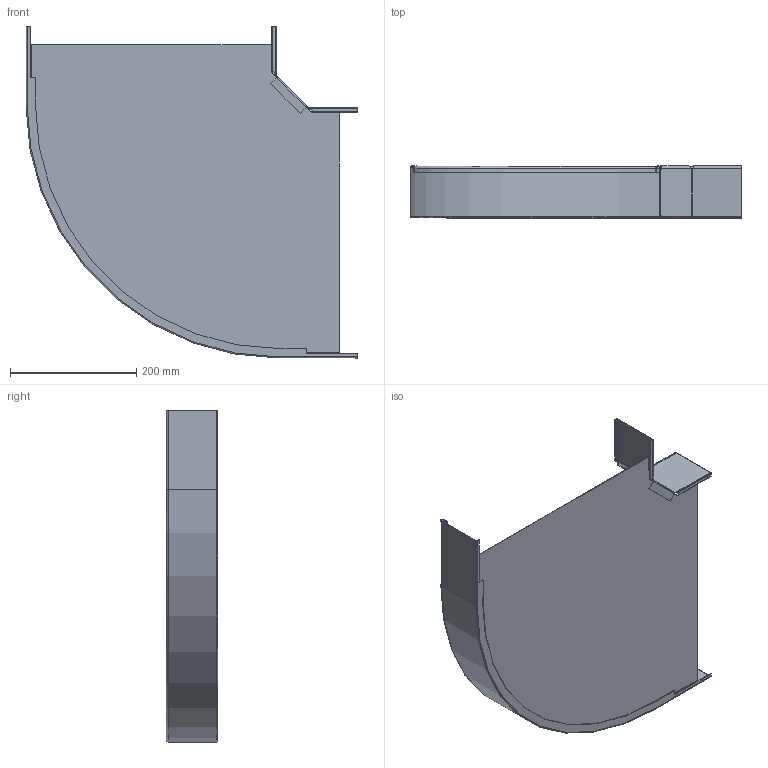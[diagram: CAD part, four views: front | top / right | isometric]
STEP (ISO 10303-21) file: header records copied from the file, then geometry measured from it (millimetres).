
FILE_DESCRIPTION (( 'STEP AP214' ), '1' );
FILE_NAME ('6036718.stp', '2024-09-09T07:24:29', ( '' ), ( '' ), 'SwSTEP 2.0', 'SolidWorks 2022', '' );
FILE_SCHEMA (( 'AUTOMOTIVE_DESIGN' ));
Length unit declared in the file: millimetre
Products named in the file (4): 181431_400; 167734_400; 6036718; 167655_85x90°
Assembly tree (3 placements, depth 2):
  6036718
    167734_400
    181431_400
    167655_85x90°
Bounding box: 525 x 82 x 525 mm (x, y, z)
Volume: 343875.4 mm3; surface area: 635151.7 mm2
Topology: 3 solids, 3 shells, 138 faces, 304 edges, 172 vertices
Faces by surface type: plane 92, cylinder 38, torus 4, bspline 4
Entity records: 4136 total; most frequent: CARTESIAN_POINT 876, DIRECTION 622, ORIENTED_EDGE 608, EDGE_CURVE 304, VECTOR 218, LINE 218, AXIS2_PLACEMENT_3D 202, VERTEX_POINT 172
